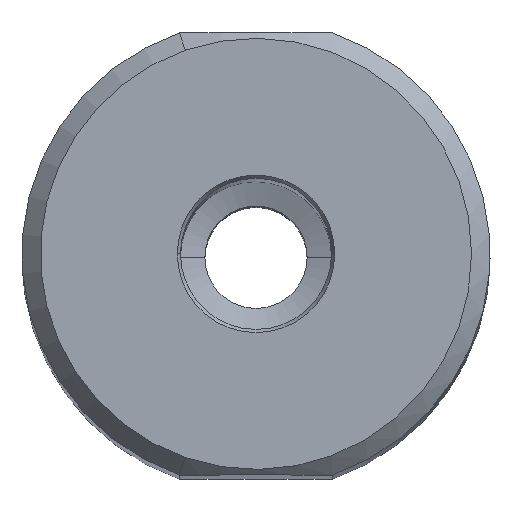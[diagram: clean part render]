
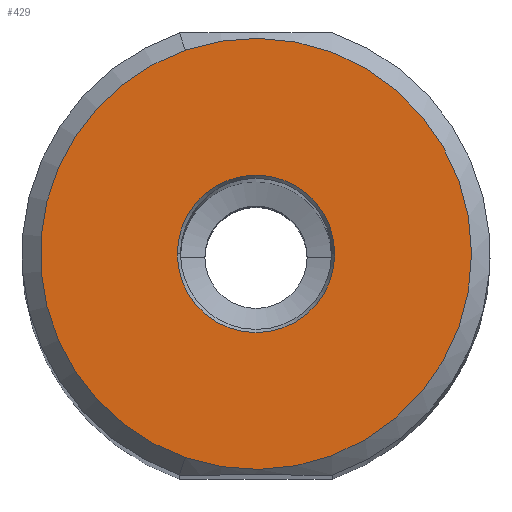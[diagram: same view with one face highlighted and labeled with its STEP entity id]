
A CAD part, top view. The second image highlights one B-rep face of the part: STEP entity #429.
In plain terms, the highlighted planar face has unit normal (0, 0, 1).
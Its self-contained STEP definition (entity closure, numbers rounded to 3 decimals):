
#429=ADVANCED_FACE('',(#528,#529),#490,.T.);
#490=PLANE('',#1510);
#528=FACE_BOUND('',#566,.T.);
#529=FACE_BOUND('',#567,.T.);
#566=EDGE_LOOP('',(#741,#742));
#567=EDGE_LOOP('',(#743,#744));
#741=ORIENTED_EDGE('',*,*,#1176,.T.);
#742=ORIENTED_EDGE('',*,*,#1174,.F.);
#743=ORIENTED_EDGE('',*,*,#1177,.T.);
#744=ORIENTED_EDGE('',*,*,#1178,.T.);
#1039=VERTEX_POINT('',#2624);
#1040=VERTEX_POINT('',#2626);
#1041=VERTEX_POINT('',#2632);
#1042=VERTEX_POINT('',#2633);
#1174=EDGE_CURVE('',#1039,#1040,#1324,.T.);
#1176=EDGE_CURVE('',#1039,#1040,#1325,.T.);
#1177=EDGE_CURVE('',#1041,#1042,#1326,.T.);
#1178=EDGE_CURVE('',#1042,#1041,#1327,.T.);
#1324=CIRCLE('',#1504,11.7);
#1325=CIRCLE('',#1506,11.7);
#1326=CIRCLE('',#1508,4.273);
#1327=CIRCLE('',#1509,4.273);
#1504=AXIS2_PLACEMENT_3D('',#2625,#1754,#1755);
#1506=AXIS2_PLACEMENT_3D('',#2629,#1759,#1760);
#1508=AXIS2_PLACEMENT_3D('',#2631,#1763,#1764);
#1509=AXIS2_PLACEMENT_3D('',#2634,#1765,#1766);
#1510=AXIS2_PLACEMENT_3D('',#2635,#1767,#1768);
#1754=DIRECTION('',(0.,0.,-1.));
#1755=DIRECTION('',(-0.327,0.945,0.));
#1759=DIRECTION('',(0.,0.,1.));
#1760=DIRECTION('',(-0.327,0.945,0.));
#1763=DIRECTION('',(0.,0.,-1.));
#1764=DIRECTION('',(-1.,0.,0.));
#1765=DIRECTION('',(0.,0.,-1.));
#1766=DIRECTION('',(1.,0.,0.));
#1767=DIRECTION('',(0.,0.,1.));
#1768=DIRECTION('',(1.,0.,0.));
#2624=CARTESIAN_POINT('',(-3.831,11.055,0.));
#2625=CARTESIAN_POINT('',(0.,0.,0.));
#2626=CARTESIAN_POINT('',(-3.831,-11.055,0.));
#2629=CARTESIAN_POINT('',(0.,0.,0.));
#2631=CARTESIAN_POINT('',(0.,0.,0.));
#2632=CARTESIAN_POINT('',(-4.273,0.,0.));
#2633=CARTESIAN_POINT('',(4.273,0.,0.));
#2634=CARTESIAN_POINT('',(0.,0.,0.));
#2635=CARTESIAN_POINT('',(0.,0.,0.));
